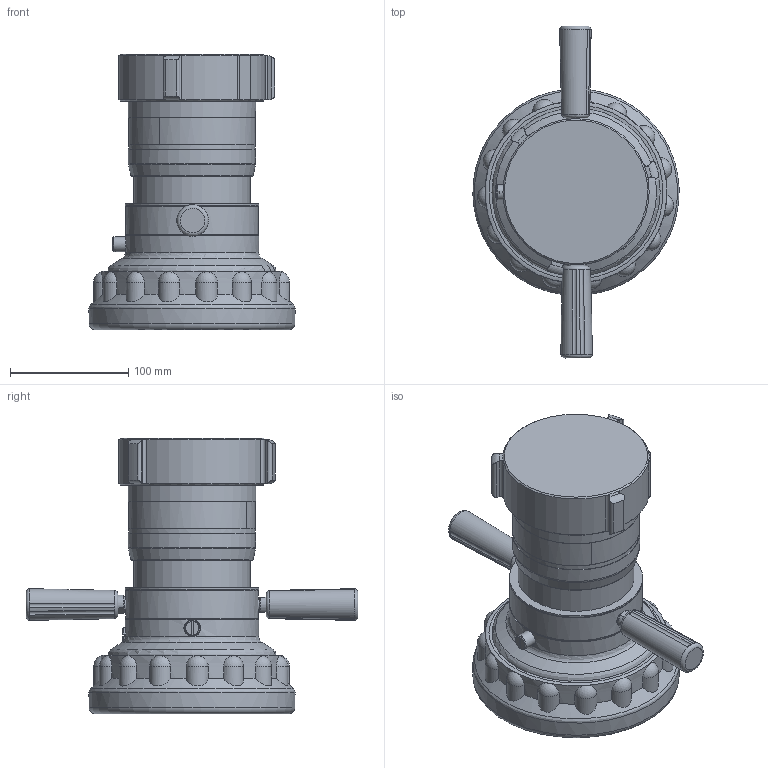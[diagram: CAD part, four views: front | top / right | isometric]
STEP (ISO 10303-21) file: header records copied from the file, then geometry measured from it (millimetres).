
FILE_DESCRIPTION (( 'STEP AP203' ), '1' );
FILE_NAME ('SM-1250.STEP', '2021-11-01T13:38:52', ( '' ), ( '' ), 'SwSTEP 2.0', 'SolidWorks 2021', '' );
FILE_SCHEMA (( 'CONFIG_CONTROL_DESIGN' ));
Length unit declared in the file: inch
Products named in the file (1): SM-1250
Bounding box: 174.56 x 281.08 x 233.07 mm (x, y, z)
Volume: 2982021.6 mm3; surface area: 159712.6 mm2
Topology: 1 solids, 1 shells, 204 faces, 531 edges, 347 vertices
Faces by surface type: plane 80, cylinder 62, cone 18, bspline 17, sphere 15, torus 12
Full cylindrical faces by diameter (mm): 12.7 x2, 14.275 x2, 98.425 x1, 107.747 x2, 112.09 x1, 112.852 x2, 154.019 x1, 174.619 x1
Entity records: 9589 total; most frequent: CARTESIAN_POINT 5040, ORIENTED_EDGE 956, DIRECTION 829, EDGE_CURVE 478, AXIS2_PLACEMENT_3D 344, VERTEX_POINT 325, EDGE_LOOP 257, FACE_OUTER_BOUND 228
